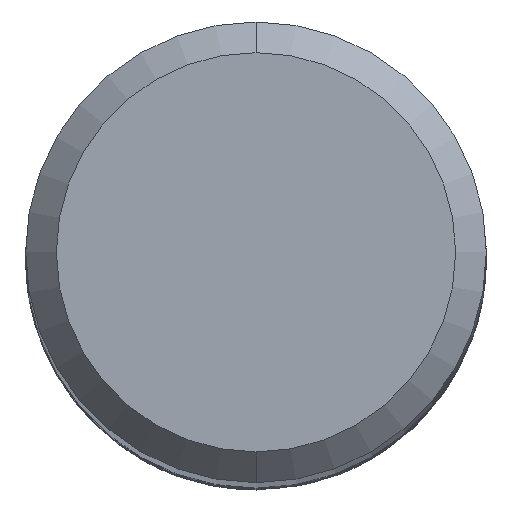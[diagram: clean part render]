
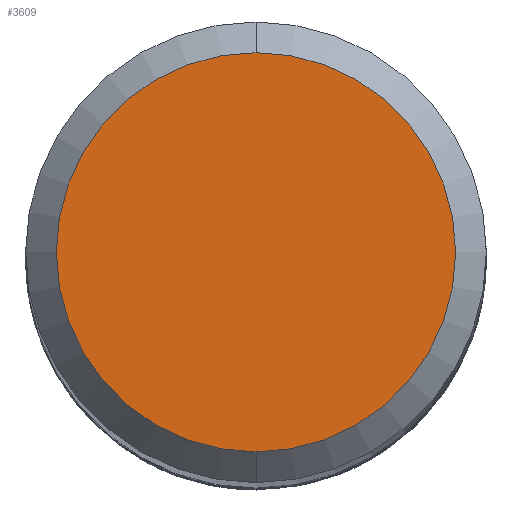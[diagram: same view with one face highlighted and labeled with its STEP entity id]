
A CAD part, top view. The second image highlights one B-rep face of the part: STEP entity #3609.
In plain terms, the highlighted planar face has unit normal (0, 0, 1).
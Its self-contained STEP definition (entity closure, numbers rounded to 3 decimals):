
#1533=EDGE_CURVE('',#1615,#2589,#4024,.T.);
#1615=VERTEX_POINT('',#4116);
#2589=VERTEX_POINT('',#5175);
#2615=EDGE_CURVE('',#2589,#1615,#5204,.T.);
#3609=ADVANCED_FACE('',(#6280),#6281,.T.);
#4024=CIRCLE('',#9271,2.6);
#4116=CARTESIAN_POINT('',(0.0,2.6,0.0));
#5175=CARTESIAN_POINT('',(0.,-2.6,0.0));
#5204=CIRCLE('',#17496,2.6);
#6280=FACE_OUTER_BOUND('',#25545,.T.);
#6281=PLANE('',#25546);
#9271=AXIS2_PLACEMENT_3D('',#26331,#26332,#26333);
#17496=AXIS2_PLACEMENT_3D('',#27558,#27559,#27560);
#25545=EDGE_LOOP('',(#28686,#28687));
#25546=AXIS2_PLACEMENT_3D('',#28688,#28689,#28690);
#26331=CARTESIAN_POINT('',(0.0,0.0,0.0));
#26332=DIRECTION('',(0.0,0.0,-1.0));
#26333=DIRECTION('',(0.0,1.0,0.0));
#27558=CARTESIAN_POINT('',(0.0,0.0,0.0));
#27559=DIRECTION('',(0.0,0.0,-1.0));
#27560=DIRECTION('',(0.0,1.0,0.0));
#28686=ORIENTED_EDGE('',*,*,#1533,.F.);
#28687=ORIENTED_EDGE('',*,*,#2615,.F.);
#28688=CARTESIAN_POINT('',(0.0,1.3,0.0));
#28689=DIRECTION('',(-0.0,0.0,1.0));
#28690=DIRECTION('',(0.0,-1.0,0.0));
